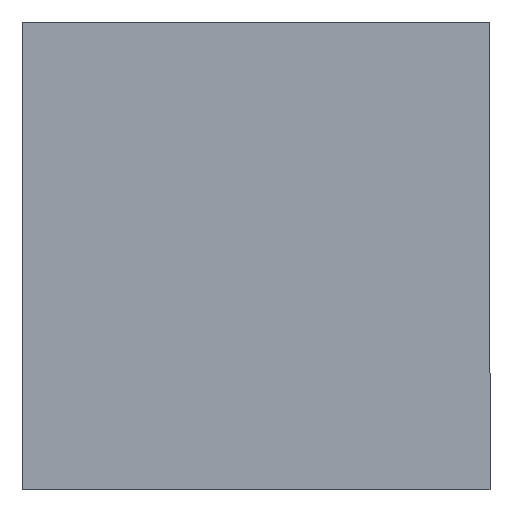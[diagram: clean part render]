
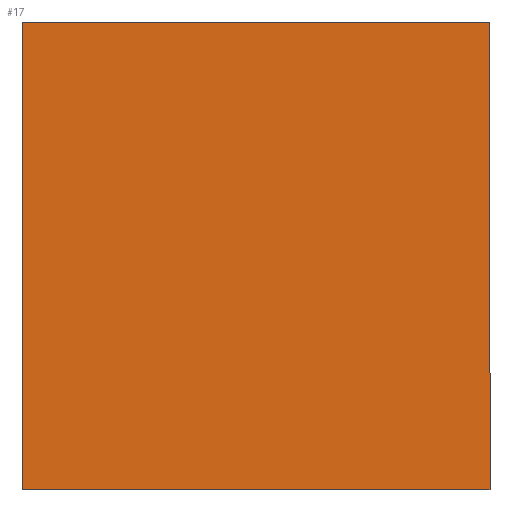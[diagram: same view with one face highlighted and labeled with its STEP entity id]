
A CAD part, top view. The second image highlights one B-rep face of the part: STEP entity #17.
In plain terms, the highlighted planar face has unit normal (0, 0, 1).
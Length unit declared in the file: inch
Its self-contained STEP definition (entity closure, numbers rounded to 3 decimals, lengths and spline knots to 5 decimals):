
#6 = ORIENTED_EDGE ( 'NONE', *, *, #79, .T. ) ;
#12 = DIRECTION ( 'NONE',  ( -1., 0., 0. ) ) ;
#17 = ADVANCED_FACE ( 'NONE', ( #134 ), #151, .T. ) ;
#20 = AXIS2_PLACEMENT_3D ( 'NONE', #113, #187, #43 ) ;
#28 = CARTESIAN_POINT ( 'NONE',  ( 60., 60., 0.1 ) ) ;
#37 = VERTEX_POINT ( 'NONE', #58 ) ;
#40 = ORIENTED_EDGE ( 'NONE', *, *, #51, .T. ) ;
#43 = DIRECTION ( 'NONE',  ( 1., 0., 0. ) ) ;
#44 = CARTESIAN_POINT ( 'NONE',  ( -60., 60., 0.1 ) ) ;
#48 = CARTESIAN_POINT ( 'NONE',  ( -60., -60., 0.1 ) ) ;
#50 = VECTOR ( 'NONE', #12, 39.37008 ) ;
#51 = EDGE_CURVE ( 'NONE', #209, #37, #116, .T. ) ;
#54 = VERTEX_POINT ( 'NONE', #137 ) ;
#56 = ORIENTED_EDGE ( 'NONE', *, *, #71, .T. ) ;
#58 = CARTESIAN_POINT ( 'NONE',  ( -60., -60., 0.1 ) ) ;
#71 = EDGE_CURVE ( 'NONE', #54, #111, #228, .T. ) ;
#77 = DIRECTION ( 'NONE',  ( 1., 0., 0. ) ) ;
#79 = EDGE_CURVE ( 'NONE', #37, #54, #188, .T. ) ;
#88 = EDGE_CURVE ( 'NONE', #111, #209, #190, .T. ) ;
#92 = VECTOR ( 'NONE', #214, 39.37008 ) ;
#111 = VERTEX_POINT ( 'NONE', #118 ) ;
#113 = CARTESIAN_POINT ( 'NONE',  ( 0., 0., 0.1 ) ) ;
#116 = LINE ( 'NONE', #230, #155 ) ;
#118 = CARTESIAN_POINT ( 'NONE',  ( 60., 60., 0.1 ) ) ;
#134 = FACE_OUTER_BOUND ( 'NONE', #167, .T. ) ;
#137 = CARTESIAN_POINT ( 'NONE',  ( 60., -60., 0.1 ) ) ;
#151 = PLANE ( 'NONE',  #20 ) ;
#155 = VECTOR ( 'NONE', #229, 39.37008 ) ;
#167 = EDGE_LOOP ( 'NONE', ( #56, #222, #40, #6 ) ) ;
#168 = CARTESIAN_POINT ( 'NONE',  ( -60., 60., 0.1 ) ) ;
#187 = DIRECTION ( 'NONE',  ( 0., 0., 1. ) ) ;
#188 = LINE ( 'NONE', #48, #199 ) ;
#190 = LINE ( 'NONE', #44, #50 ) ;
#199 = VECTOR ( 'NONE', #77, 39.37008 ) ;
#209 = VERTEX_POINT ( 'NONE', #168 ) ;
#214 = DIRECTION ( 'NONE',  ( 0., 1., 0. ) ) ;
#222 = ORIENTED_EDGE ( 'NONE', *, *, #88, .T. ) ;
#228 = LINE ( 'NONE', #28, #92 ) ;
#229 = DIRECTION ( 'NONE',  ( 0., -1., 0. ) ) ;
#230 = CARTESIAN_POINT ( 'NONE',  ( -60., 60., 0.1 ) ) ;
